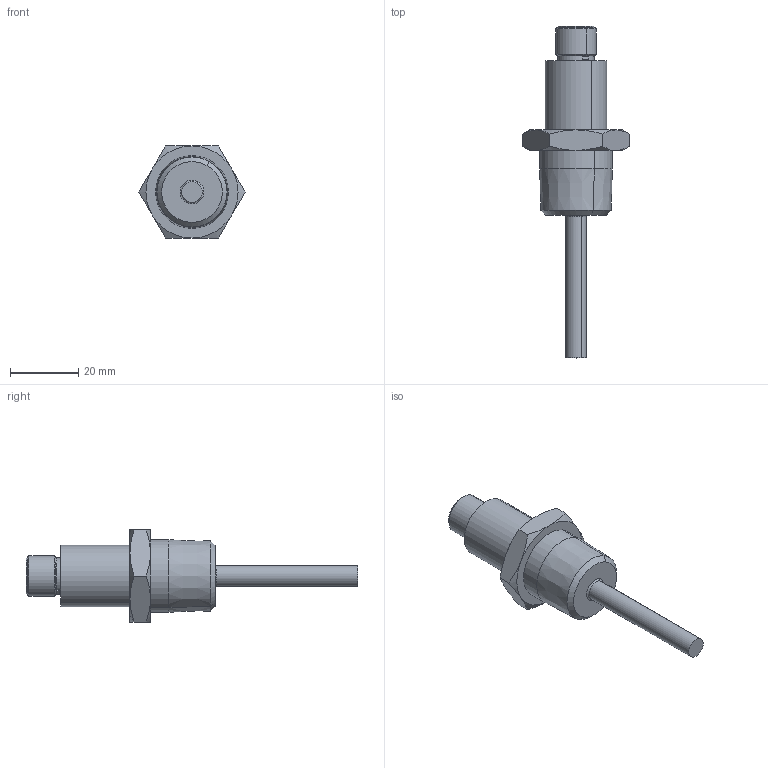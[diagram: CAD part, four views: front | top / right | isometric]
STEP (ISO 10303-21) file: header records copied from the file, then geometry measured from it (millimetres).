
FILE_DESCRIPTION (( 'STEP AP214' ), '1' );
FILE_NAME ('RTD1-50N-050-H.STEP', '2020-06-29T18:07:36', ( '' ), ( '' ), 'SwSTEP 2.0', 'SolidWorks 2017', '' );
FILE_SCHEMA (( 'AUTOMOTIVE_DESIGN' ));
Length unit declared in the file: inch
Products named in the file (1): RTD1-50N-050-H
Bounding box: 31.18 x 97.4 x 27 mm (x, y, z)
Volume: 17251.5 mm3; surface area: 5576.9 mm2
Topology: 1 solids, 1 shells, 94 faces, 204 edges, 123 vertices
Faces by surface type: cone 33, plane 32, cylinder 23, bspline 6
Entity records: 2965 total; most frequent: CARTESIAN_POINT 878, DIRECTION 449, ORIENTED_EDGE 408, EDGE_CURVE 204, AXIS2_PLACEMENT_3D 186, VERTEX_POINT 123, EDGE_LOOP 105, CIRCLE 97
